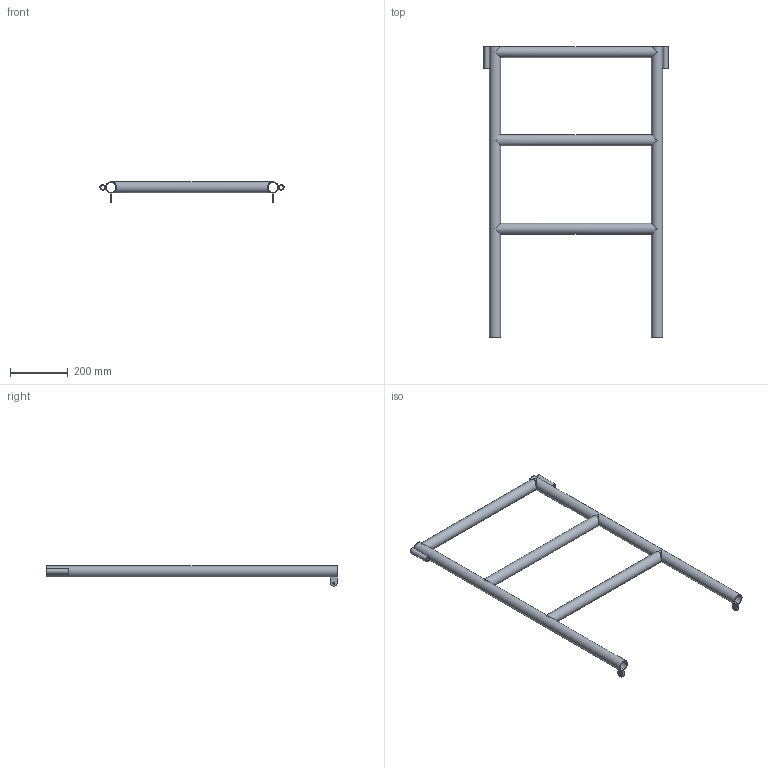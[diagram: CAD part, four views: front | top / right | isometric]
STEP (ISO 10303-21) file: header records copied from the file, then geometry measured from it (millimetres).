
FILE_DESCRIPTION(/* description */ (''),/* implementation_level */ '2;1');
FILE_NAME(/* name */ 'GE-17071_ASM_15_ASM.stp',/* time_stamp */ '2017-01-08T13:22:58-05:00',/* author */ ('jeff1'),/* organization */ (''),/* preprocessor_version */ 'ST-DEVELOPER v16.5',/* originating_system */ 'Autodesk Inventor 2017',/* authorisation */ '');
FILE_SCHEMA (('AUTOMOTIVE_DESIGN { 1 0 10303 214 3 1 1 }'));
Length unit declared in the file: inch
Products named in the file (5): GE-17071_ASM_15_ASM; GE-17071-01_14; GE-17071-03_4; GE-17071-04_8; GE-17071-05_3
Assembly tree (9 placements, depth 2):
  GE-17071_ASM_15_ASM
    GE-17071-01_14  x2
    GE-17071-03_4  x3
    GE-17071-04_8  x2
    GE-17071-05_3  x2
Bounding box: 635 x 1003.3 x 69.85 mm (x, y, z)
Volume: 886974.1 mm3; surface area: 839244.2 mm2
Topology: 9 solids, 9 shells, 42 faces, 81 edges, 57 vertices
Faces by surface type: cylinder 24, plane 18
Full cylindrical faces by diameter (mm): 6.731 x2, 14.224 x2, 19.05 x2, 33.884 x5, 38.1 x5
Entity records: 798 total; most frequent: CARTESIAN_POINT 215, DIRECTION 108, ORIENTED_EDGE 56, AXIS2_PLACEMENT_3D 49, EDGE_LOOP 34, EDGE_CURVE 28, VERTEX_POINT 24, FACE_OUTER_BOUND 19
